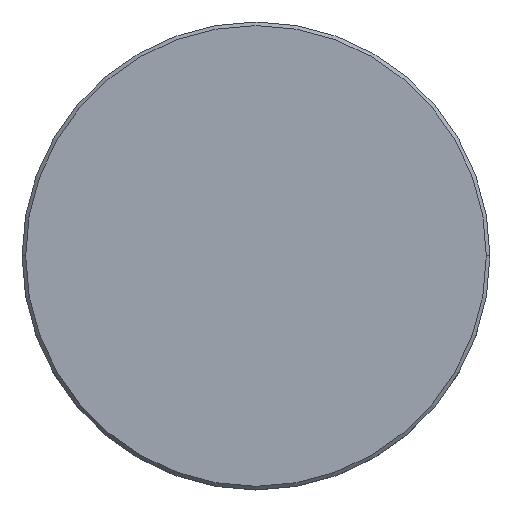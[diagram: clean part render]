
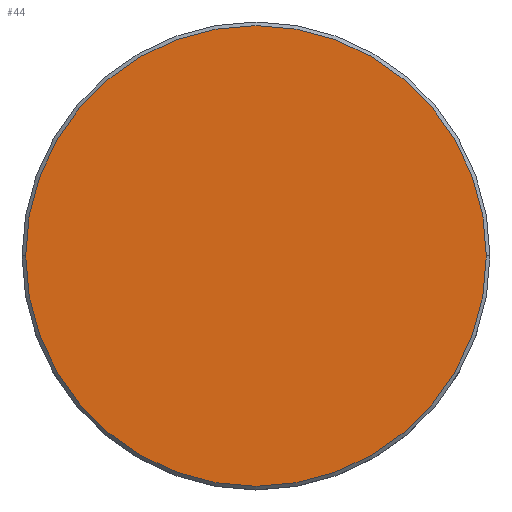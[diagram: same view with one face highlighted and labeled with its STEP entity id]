
A CAD part, top view. The second image highlights one B-rep face of the part: STEP entity #44.
In plain terms, the highlighted planar face has unit normal (0, 0, 1).
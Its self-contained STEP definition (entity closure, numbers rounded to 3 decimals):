
#36 = ORIENTED_EDGE ( 'NONE', *, *, #512, .T. ) ;
#44 = ADVANCED_FACE ( 'NONE', ( #563 ), #235, .T. ) ;
#45 = CIRCLE ( 'NONE', #1166, 32. ) ;
#105 = DIRECTION ( 'NONE',  ( 1., 0., 0. ) ) ;
#235 = PLANE ( 'NONE',  #313 ) ;
#237 = EDGE_LOOP ( 'NONE', ( #36, #459 ) ) ;
#254 = CIRCLE ( 'NONE', #790, 32. ) ;
#313 = AXIS2_PLACEMENT_3D ( 'NONE', #856, #584, #934 ) ;
#459 = ORIENTED_EDGE ( 'NONE', *, *, #873, .T. ) ;
#512 = EDGE_CURVE ( 'NONE', #672, #631, #45, .T. ) ;
#546 = CARTESIAN_POINT ( 'NONE',  ( 32., 0., 0. ) ) ;
#563 = FACE_OUTER_BOUND ( 'NONE', #237, .T. ) ;
#584 = DIRECTION ( 'NONE',  ( 0., 0., 1. ) ) ;
#616 = CARTESIAN_POINT ( 'NONE',  ( 0., 0., 0. ) ) ;
#631 = VERTEX_POINT ( 'NONE', #546 ) ;
#672 = VERTEX_POINT ( 'NONE', #1074 ) ;
#725 = CARTESIAN_POINT ( 'NONE',  ( 0., 0., 0. ) ) ;
#790 = AXIS2_PLACEMENT_3D ( 'NONE', #616, #1004, #105 ) ;
#856 = CARTESIAN_POINT ( 'NONE',  ( 0., 0., 0. ) ) ;
#873 = EDGE_CURVE ( 'NONE', #631, #672, #254, .T. ) ;
#913 = DIRECTION ( 'NONE',  ( 1., 0., 0. ) ) ;
#934 = DIRECTION ( 'NONE',  ( 1., 0., 0. ) ) ;
#1004 = DIRECTION ( 'NONE',  ( 0., 0., 1. ) ) ;
#1074 = CARTESIAN_POINT ( 'NONE',  ( -32., 0., 0. ) ) ;
#1106 = DIRECTION ( 'NONE',  ( 0., 0., 1. ) ) ;
#1166 = AXIS2_PLACEMENT_3D ( 'NONE', #725, #1106, #913 ) ;
